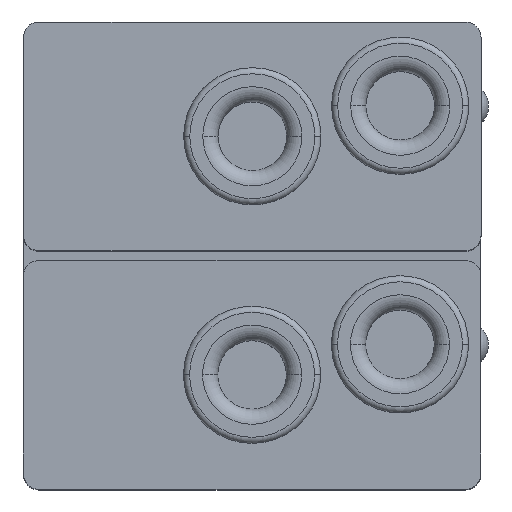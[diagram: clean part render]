
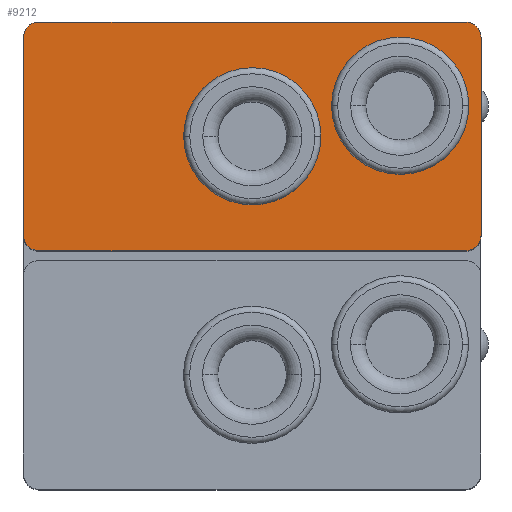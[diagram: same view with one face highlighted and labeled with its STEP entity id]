
A CAD part, top view. The second image highlights one B-rep face of the part: STEP entity #9212.
In plain terms, the highlighted face is planar.
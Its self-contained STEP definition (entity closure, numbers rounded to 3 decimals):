
#8661=CARTESIAN_POINT('',(2.0,-13.75,-13.9));
#8662=VERTEX_POINT('',#8661);
#8678=CARTESIAN_POINT('',(2.,-13.75,-5.5));
#8679=VERTEX_POINT('',#8678);
#8686=CARTESIAN_POINT('',(2.0,-13.75,-9.7));
#8687=DIRECTION('',(0.0,1.0,0.0));
#8688=DIRECTION('',(0.0,0.0,-1.0));
#8689=AXIS2_PLACEMENT_3D('',#8686,#8687,#8688);
#8690=CIRCLE('',#8689,4.2);
#8691=EDGE_CURVE('',#8662,#8679,#8690,.T.);
#8703=CARTESIAN_POINT('',(0.0,-13.75,-4.2));
#8704=VERTEX_POINT('',#8703);
#8720=CARTESIAN_POINT('',(0.,-13.75,4.2));
#8721=VERTEX_POINT('',#8720);
#8728=CARTESIAN_POINT('',(0.,-13.75,0.));
#8729=DIRECTION('',(0.0,1.0,0.0));
#8730=DIRECTION('',(0.0,0.0,-1.0));
#8731=AXIS2_PLACEMENT_3D('',#8728,#8729,#8730);
#8732=CIRCLE('',#8731,4.2);
#8733=EDGE_CURVE('',#8704,#8721,#8732,.T.);
#8935=CARTESIAN_POINT('',(7.207,-13.75,14.707));
#8936=VERTEX_POINT('',#8935);
#8952=CARTESIAN_POINT('',(6.5,-13.75,15.0));
#8953=VERTEX_POINT('',#8952);
#8960=CARTESIAN_POINT('',(6.5,-13.75,14.));
#8961=DIRECTION('',(0.0,1.,0.0));
#8962=DIRECTION('',(0.707,0.0,0.707));
#8963=AXIS2_PLACEMENT_3D('',#8960,#8961,#8962);
#8964=CIRCLE('',#8963,1.);
#8965=EDGE_CURVE('',#8953,#8936,#8964,.T.);
#8975=CARTESIAN_POINT('',(7.207,-13.75,-14.707));
#8976=VERTEX_POINT('',#8975);
#8985=CARTESIAN_POINT('',(6.5,-13.75,-15.0));
#8986=VERTEX_POINT('',#8985);
#8987=CARTESIAN_POINT('',(6.5,-13.75,-14.));
#8988=DIRECTION('',(0.0,1.,0.0));
#8989=DIRECTION('',(0.707,0.0,-0.707));
#8990=AXIS2_PLACEMENT_3D('',#8987,#8988,#8989);
#8991=CIRCLE('',#8990,1.);
#8992=EDGE_CURVE('',#8976,#8986,#8991,.T.);
#9019=CARTESIAN_POINT('',(-7.207,-13.75,-14.707));
#9020=VERTEX_POINT('',#9019);
#9036=CARTESIAN_POINT('',(-6.5,-13.75,-15.0));
#9037=VERTEX_POINT('',#9036);
#9044=CARTESIAN_POINT('',(-6.5,-13.75,-14.));
#9045=DIRECTION('',(0.0,1.,0.0));
#9046=DIRECTION('',(-0.707,0.0,-0.707));
#9047=AXIS2_PLACEMENT_3D('',#9044,#9045,#9046);
#9048=CIRCLE('',#9047,1.);
#9049=EDGE_CURVE('',#9037,#9020,#9048,.T.);
#9059=CARTESIAN_POINT('',(-7.207,-13.75,14.707));
#9060=VERTEX_POINT('',#9059);
#9069=CARTESIAN_POINT('',(-6.5,-13.75,15.0));
#9070=VERTEX_POINT('',#9069);
#9071=CARTESIAN_POINT('',(-6.5,-13.75,14.));
#9072=DIRECTION('',(0.0,1.,0.0));
#9073=DIRECTION('',(-0.707,0.0,0.707));
#9074=AXIS2_PLACEMENT_3D('',#9071,#9072,#9073);
#9075=CIRCLE('',#9074,1.);
#9076=EDGE_CURVE('',#9060,#9070,#9075,.T.);
#9111=CARTESIAN_POINT('',(-7.5,-13.75,14.));
#9112=VERTEX_POINT('',#9111);
#9119=CARTESIAN_POINT('',(-6.5,-13.75,14.));
#9120=DIRECTION('',(0.0,1.,0.0));
#9121=DIRECTION('',(-0.707,0.0,0.707));
#9122=AXIS2_PLACEMENT_3D('',#9119,#9120,#9121);
#9123=CIRCLE('',#9122,1.);
#9124=EDGE_CURVE('',#9112,#9060,#9123,.T.);
#9129=CARTESIAN_POINT('',(7.5,-13.75,-15.0));
#9130=DIRECTION('',(0.0,-1.0,0.0));
#9131=DIRECTION('',(0.0,0.0,-1.0));
#9132=AXIS2_PLACEMENT_3D('',#9129,#9130,#9131);
#9133=PLANE('',#9132);
#9134=ORIENTED_EDGE('',*,*,#9124,.F.);
#9135=CARTESIAN_POINT('',(-7.5,-13.75,-14.));
#9136=VERTEX_POINT('',#9135);
#9137=CARTESIAN_POINT('',(-7.5,-13.75,-14.));
#9138=DIRECTION('',(0.0,0.0,1.0));
#9139=VECTOR('',#9138,28.0);
#9140=LINE('',#9137,#9139);
#9141=EDGE_CURVE('',#9136,#9112,#9140,.T.);
#9142=ORIENTED_EDGE('',*,*,#9141,.F.);
#9143=CARTESIAN_POINT('',(-6.5,-13.75,-14.));
#9144=DIRECTION('',(0.0,1.,0.0));
#9145=DIRECTION('',(-0.707,0.0,-0.707));
#9146=AXIS2_PLACEMENT_3D('',#9143,#9144,#9145);
#9147=CIRCLE('',#9146,1.);
#9148=EDGE_CURVE('',#9020,#9136,#9147,.T.);
#9149=ORIENTED_EDGE('',*,*,#9148,.F.);
#9150=ORIENTED_EDGE('',*,*,#9049,.F.);
#9151=CARTESIAN_POINT('',(-6.5,-13.75,-15.0));
#9152=DIRECTION('',(1.0,0.0,0.0));
#9153=VECTOR('',#9152,13.);
#9154=LINE('',#9151,#9153);
#9155=EDGE_CURVE('',#9037,#8986,#9154,.T.);
#9156=ORIENTED_EDGE('',*,*,#9155,.T.);
#9157=ORIENTED_EDGE('',*,*,#8992,.F.);
#9158=CARTESIAN_POINT('',(7.5,-13.75,-14.));
#9159=VERTEX_POINT('',#9158);
#9160=CARTESIAN_POINT('',(6.5,-13.75,-14.));
#9161=DIRECTION('',(0.0,1.,0.0));
#9162=DIRECTION('',(0.707,0.0,-0.707));
#9163=AXIS2_PLACEMENT_3D('',#9160,#9161,#9162);
#9164=CIRCLE('',#9163,1.);
#9165=EDGE_CURVE('',#9159,#8976,#9164,.T.);
#9166=ORIENTED_EDGE('',*,*,#9165,.F.);
#9167=CARTESIAN_POINT('',(7.5,-13.75,14.));
#9168=VERTEX_POINT('',#9167);
#9169=CARTESIAN_POINT('',(7.5,-13.75,-14.));
#9170=DIRECTION('',(0.0,0.0,1.0));
#9171=VECTOR('',#9170,28.0);
#9172=LINE('',#9169,#9171);
#9173=EDGE_CURVE('',#9159,#9168,#9172,.T.);
#9174=ORIENTED_EDGE('',*,*,#9173,.T.);
#9175=CARTESIAN_POINT('',(6.5,-13.75,14.));
#9176=DIRECTION('',(0.0,1.,0.0));
#9177=DIRECTION('',(0.707,0.0,0.707));
#9178=AXIS2_PLACEMENT_3D('',#9175,#9176,#9177);
#9179=CIRCLE('',#9178,1.);
#9180=EDGE_CURVE('',#8936,#9168,#9179,.T.);
#9181=ORIENTED_EDGE('',*,*,#9180,.F.);
#9182=ORIENTED_EDGE('',*,*,#8965,.F.);
#9183=CARTESIAN_POINT('',(6.5,-13.75,15.0));
#9184=DIRECTION('',(-1.0,0.0,0.0));
#9185=VECTOR('',#9184,13.);
#9186=LINE('',#9183,#9185);
#9187=EDGE_CURVE('',#8953,#9070,#9186,.T.);
#9188=ORIENTED_EDGE('',*,*,#9187,.T.);
#9189=ORIENTED_EDGE('',*,*,#9076,.F.);
#9190=EDGE_LOOP('',(#9134,#9142,#9149,#9150,#9156,#9157,#9166,#9174,#9181,#9182,#9188,#9189));
#9191=FACE_OUTER_BOUND('',#9190,.T.);
#9192=ORIENTED_EDGE('',*,*,#8733,.T.);
#9193=CARTESIAN_POINT('',(0.,-13.75,0.));
#9194=DIRECTION('',(0.0,1.0,0.0));
#9195=DIRECTION('',(0.0,0.0,-1.0));
#9196=AXIS2_PLACEMENT_3D('',#9193,#9194,#9195);
#9197=CIRCLE('',#9196,4.2);
#9198=EDGE_CURVE('',#8721,#8704,#9197,.T.);
#9199=ORIENTED_EDGE('',*,*,#9198,.T.);
#9200=EDGE_LOOP('',(#9192,#9199));
#9201=FACE_BOUND('',#9200,.T.);
#9202=ORIENTED_EDGE('',*,*,#8691,.T.);
#9203=CARTESIAN_POINT('',(2.0,-13.75,-9.7));
#9204=DIRECTION('',(0.0,1.0,0.0));
#9205=DIRECTION('',(0.0,0.0,-1.0));
#9206=AXIS2_PLACEMENT_3D('',#9203,#9204,#9205);
#9207=CIRCLE('',#9206,4.2);
#9208=EDGE_CURVE('',#8679,#8662,#9207,.T.);
#9209=ORIENTED_EDGE('',*,*,#9208,.T.);
#9210=EDGE_LOOP('',(#9202,#9209));
#9211=FACE_BOUND('',#9210,.T.);
#9212=ADVANCED_FACE('',(#9191,#9201,#9211),#9133,.T.);
